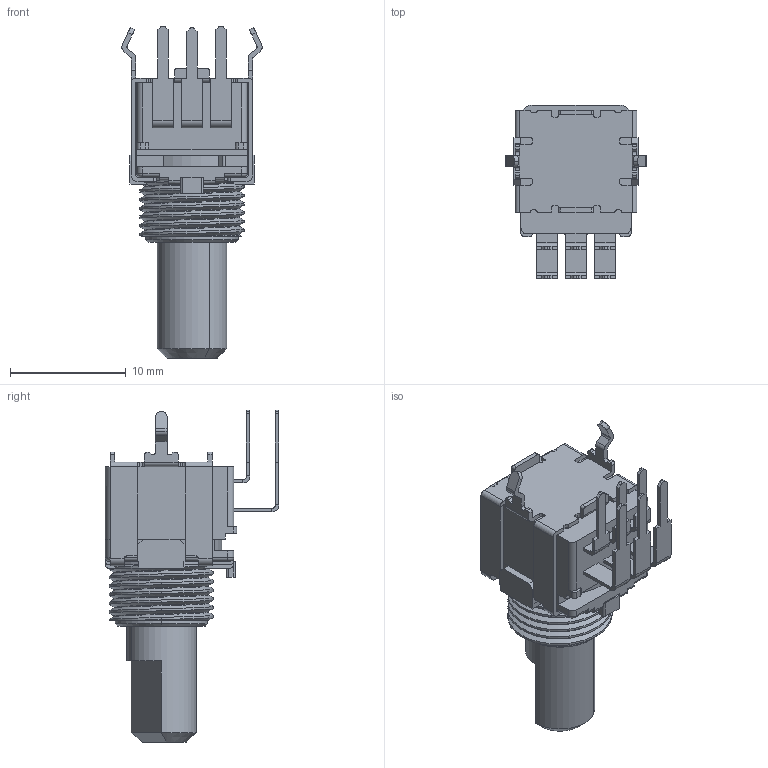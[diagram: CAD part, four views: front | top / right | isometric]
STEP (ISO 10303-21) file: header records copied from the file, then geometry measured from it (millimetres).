
FILE_DESCRIPTION(('STEP AP242'),'1');
FILE_NAME('rk09l12d0a1w.stp','2021-06-13T22:04:47',('TraceParts'),('TraceParts S.A.'),'Spatial InterOp 3D',' ',' ');
FILE_SCHEMA(('AP242_MANAGED_MODEL_BASED_3D_ENGINEERING_MIM_LF {1 0 10303 442 1 1 4}'));
Length unit declared in the file: millimetre
Products named in the file (1): rk09l12d0a1w
Bounding box: 12.1 x 15 x 28.64 mm (x, y, z)
Volume: 1523.2 mm3; surface area: 1445.7 mm2
Topology: 1 solids, 1 shells, 454 faces, 1253 edges, 801 vertices
Faces by surface type: plane 280, cylinder 159, bspline 7, cone 4, torus 4
Entity records: 19051 total; most frequent: CARTESIAN_POINT 3820, ORIENTED_EDGE 2506, DIRECTION 2391, EDGE_CURVE 1253, LINE 885, VECTOR 885, VERTEX_POINT 801, AXIS2_PLACEMENT_3D 753
